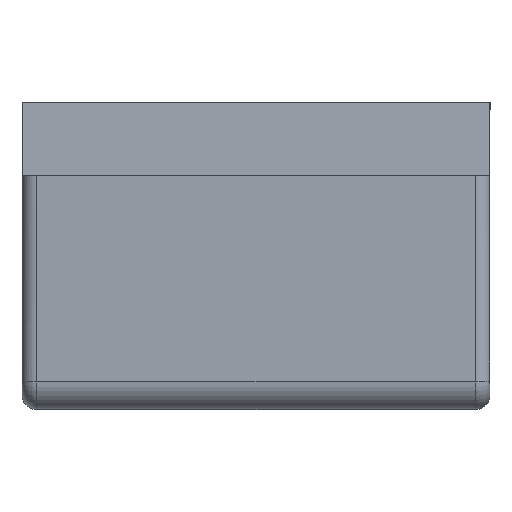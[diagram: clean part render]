
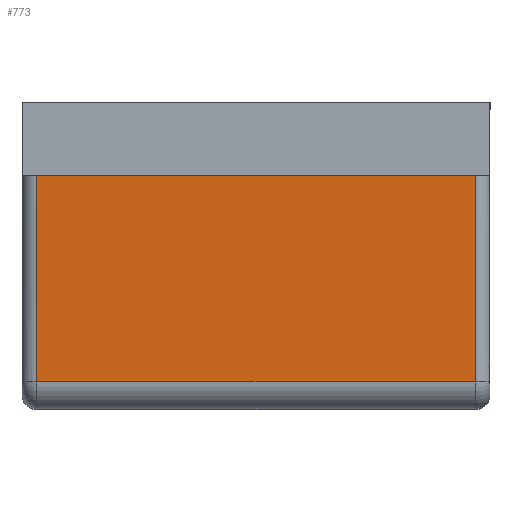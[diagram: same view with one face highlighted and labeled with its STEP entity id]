
A CAD part, left-side view. The second image highlights one B-rep face of the part: STEP entity #773.
In plain terms, the highlighted face is planar.
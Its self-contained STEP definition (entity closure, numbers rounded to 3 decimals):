
#331 = FACE_OUTER_BOUND ( 'NONE', #1097, .T. ) ;
#348 = PLANE ( 'NONE',  #349 ) ;
#349 = AXIS2_PLACEMENT_3D ( 'NONE', #350, #351, #352 ) ;
#350 = CARTESIAN_POINT ( 'NONE',  ( -0.7, 0., -1.6 ) ) ;
#351 = DIRECTION ( 'NONE',  ( -0.999, 0.052, 0. ) ) ;
#352 = DIRECTION ( 'NONE',  ( -0.052, -0.999, 0. ) ) ;
#773 = ADVANCED_FACE ( 'NONE', ( #331 ), #348, .T. ) ;
#817 = ORIENTED_EDGE ( 'NONE', *, *, #964, .T. ) ;
#881 = ORIENTED_EDGE ( 'NONE', *, *, #956, .F. ) ;
#895 = ORIENTED_EDGE ( 'NONE', *, *, #949, .T. ) ;
#916 = ORIENTED_EDGE ( 'NONE', *, *, #1004, .T. ) ;
#930 = VERTEX_POINT ( 'NONE', #1233 ) ;
#947 = VERTEX_POINT ( 'NONE', #1316 ) ;
#949 = EDGE_CURVE ( 'NONE', #947, #930, #1347, .T. ) ;
#956 = EDGE_CURVE ( 'NONE', #1040, #1021, #1376, .T. ) ;
#964 = EDGE_CURVE ( 'NONE', #1040, #947, #1400, .T. ) ;
#1004 = EDGE_CURVE ( 'NONE', #930, #1021, #1646, .T. ) ;
#1021 = VERTEX_POINT ( 'NONE', #1816 ) ;
#1040 = VERTEX_POINT ( 'NONE', #2030 ) ;
#1097 = EDGE_LOOP ( 'NONE', ( #895, #916, #881, #817 ) ) ;
#1233 = CARTESIAN_POINT ( 'NONE',  ( -0.7, 0., -0.05 ) ) ;
#1316 = CARTESIAN_POINT ( 'NONE',  ( -0.7, 0., -1.55 ) ) ;
#1347 = LINE ( 'NONE', #1348, #1349 ) ;
#1348 = CARTESIAN_POINT ( 'NONE',  ( -0.7, 0., -1.6 ) ) ;
#1349 = VECTOR ( 'NONE', #1350, 1000. ) ;
#1350 = DIRECTION ( 'NONE',  ( 0., 0., 1. ) ) ;
#1376 = LINE ( 'NONE', #1377, #1378 ) ;
#1377 = CARTESIAN_POINT ( 'NONE',  ( -0.662, 0.73, -1.6 ) ) ;
#1378 = VECTOR ( 'NONE', #1379, 1000. ) ;
#1379 = DIRECTION ( 'NONE',  ( 0., 0., 1. ) ) ;
#1400 = LINE ( 'NONE', #1401, #1402 ) ;
#1401 = CARTESIAN_POINT ( 'NONE',  ( -0.7, 0., -1.55 ) ) ;
#1402 = VECTOR ( 'NONE', #1403, 1000. ) ;
#1403 = DIRECTION ( 'NONE',  ( -0.052, -0.999, 0. ) ) ;
#1646 = LINE ( 'NONE', #1647, #1648 ) ;
#1647 = CARTESIAN_POINT ( 'NONE',  ( -0.662, 0.73, -0.05 ) ) ;
#1648 = VECTOR ( 'NONE', #1649, 1000. ) ;
#1649 = DIRECTION ( 'NONE',  ( 0.052, 0.999, 0. ) ) ;
#1816 = CARTESIAN_POINT ( 'NONE',  ( -0.662, 0.73, -0.05 ) ) ;
#2030 = CARTESIAN_POINT ( 'NONE',  ( -0.662, 0.73, -1.55 ) ) ;
